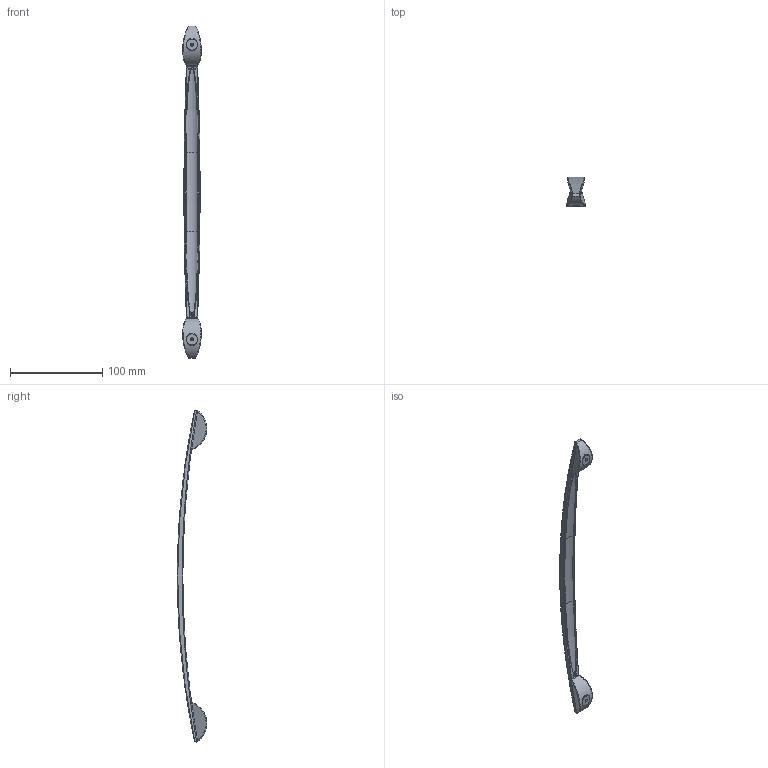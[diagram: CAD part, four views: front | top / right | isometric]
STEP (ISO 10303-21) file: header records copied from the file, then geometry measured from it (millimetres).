
FILE_DESCRIPTION(('Creo Elements/Direct Modeling STEP Export'),'2;1');
FILE_NAME('2307-360.stp','2022-05-04T10:16:40',(''),(''),'Creo Elements/Direct Modeling STEP processor for AP214 (Solid Model)','Creo Elements/Direct Modeling 20.0 12-Nov-2016 (C) Parametric Technology GmbH','');
FILE_SCHEMA(('AUTOMOTIVE_DESIGN { 1 0 10303 214 1 1 1 1 }'));
Length unit declared in the file: millimetre
Products named in the file (1): ZN-9053
Bounding box: 20.19 x 32 x 360.37 mm (x, y, z)
Volume: 34512 mm3; surface area: 16946.7 mm2
Topology: 1 solids, 2 shells, 524 faces, 1492 edges, 982 vertices
Faces by surface type: plane 409, bspline 52, cylinder 34, extrusion 14, cone 8, torus 7
Entity records: 28872 total; most frequent: CARTESIAN_POINT 15159, ORIENTED_EDGE 2978, DIRECTION 2798, EDGE_CURVE 1487, AXIS2_PLACEMENT_3D 1139, VERTEX_POINT 982, ELLIPSE 563, EDGE_LOOP 540
